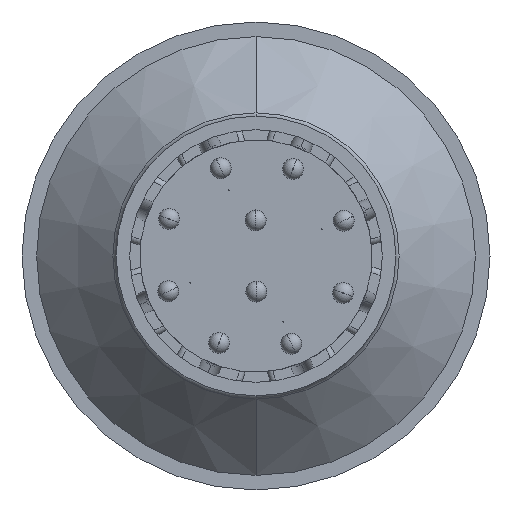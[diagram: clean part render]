
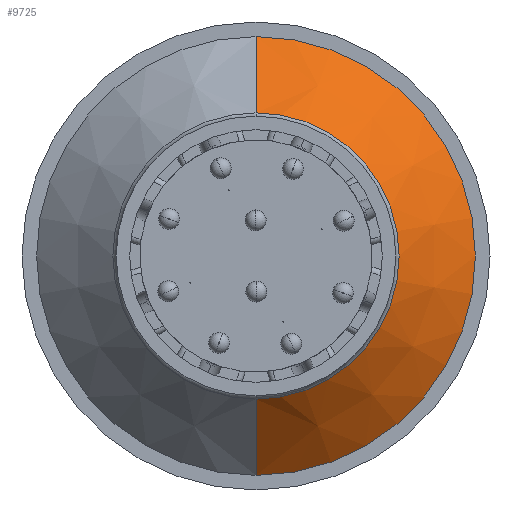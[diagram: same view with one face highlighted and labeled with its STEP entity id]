
A CAD part, front view. The second image highlights one B-rep face of the part: STEP entity #9725.
In plain terms, the highlighted conical face has half-angle 45 degrees and reference radius 14.883 mm.
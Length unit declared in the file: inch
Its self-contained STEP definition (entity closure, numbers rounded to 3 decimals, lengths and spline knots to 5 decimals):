
#777 = CARTESIAN_POINT ( 'NONE',  ( 0.07344, -0.96665, 0.58593 ) ) ;
#781 = DIRECTION ( 'NONE',  ( 0., 0.707, -0.707 ) ) ;
#785 = DIRECTION ( 'NONE',  ( 0., 0.707, 0.707 ) ) ;
#786 = CARTESIAN_POINT ( 'NONE',  ( 0.07344, -0.96665, -0.58593 ) ) ;
#787 = CARTESIAN_POINT ( 'NONE',  ( 0.07344, -1.17029, 0. ) ) ;
#788 = DIRECTION ( 'NONE',  ( 0., 1., 0. ) ) ;
#789 = DIRECTION ( 'NONE',  ( 0., 0., 1. ) ) ;
#790 = CARTESIAN_POINT ( 'NONE',  ( 0.07344, -0.96665, 0. ) ) ;
#791 = DIRECTION ( 'NONE',  ( 0., 1., 0. ) ) ;
#792 = DIRECTION ( 'NONE',  ( 0., 0., 1. ) ) ;
#1255 = VERTEX_POINT ( 'NONE', #11821 ) ;
#1485 = VERTEX_POINT ( 'NONE', #6005 ) ;
#1691 = CARTESIAN_POINT ( 'NONE',  ( 0.07344, -0.96665, 0.58593 ) ) ;
#2253 = ORIENTED_EDGE ( 'NONE', *, *, #12298, .F. ) ;
#2691 = AXIS2_PLACEMENT_3D ( 'NONE', #3793, #3791, #3789 ) ;
#3099 = AXIS2_PLACEMENT_3D ( 'NONE', #787, #788, #789 ) ;
#3100 = AXIS2_PLACEMENT_3D ( 'NONE', #790, #791, #792 ) ;
#3789 = DIRECTION ( 'NONE',  ( 0., 0., 1. ) ) ;
#3791 = DIRECTION ( 'NONE',  ( 0., 1., 0. ) ) ;
#3793 = CARTESIAN_POINT ( 'NONE',  ( 0.07344, -0.96665, 0. ) ) ;
#4020 = VERTEX_POINT ( 'NONE', #5860 ) ;
#4222 = VERTEX_POINT ( 'NONE', #1691 ) ;
#4613 = FACE_OUTER_BOUND ( 'NONE', #8950, .T. ) ;
#4624 = CONICAL_SURFACE ( 'NONE', #2691, 0.58593, 0.785 ) ;
#5860 = CARTESIAN_POINT ( 'NONE',  ( 0.07344, -0.96665, -0.58593 ) ) ;
#6005 = CARTESIAN_POINT ( 'NONE',  ( 0.07344, -1.17029, 0.38229 ) ) ;
#6708 = LINE ( 'NONE', #786, #6713 ) ;
#6710 = CIRCLE ( 'NONE', #3099, 0.38229 ) ;
#6712 = CIRCLE ( 'NONE', #3100, 0.58593 ) ;
#6713 = VECTOR ( 'NONE', #781, 39.37008 ) ;
#6714 = LINE ( 'NONE', #777, #6716 ) ;
#6716 = VECTOR ( 'NONE', #785, 39.37008 ) ;
#8950 = EDGE_LOOP ( 'NONE', ( #11985, #11986, #11984, #2253 ) ) ;
#9725 = ADVANCED_FACE ( 'NONE', ( #4613 ), #4624, .T. ) ;
#11821 = CARTESIAN_POINT ( 'NONE',  ( 0.07344, -1.17029, -0.38229 ) ) ;
#11984 = ORIENTED_EDGE ( 'NONE', *, *, #12297, .F. ) ;
#11985 = ORIENTED_EDGE ( 'NONE', *, *, #12295, .T. ) ;
#11986 = ORIENTED_EDGE ( 'NONE', *, *, #12296, .T. ) ;
#12295 = EDGE_CURVE ( 'NONE', #1485, #1255, #6710, .T. ) ;
#12296 = EDGE_CURVE ( 'NONE', #1255, #4020, #6708, .T. ) ;
#12297 = EDGE_CURVE ( 'NONE', #4222, #4020, #6712, .T. ) ;
#12298 = EDGE_CURVE ( 'NONE', #1485, #4222, #6714, .T. ) ;
